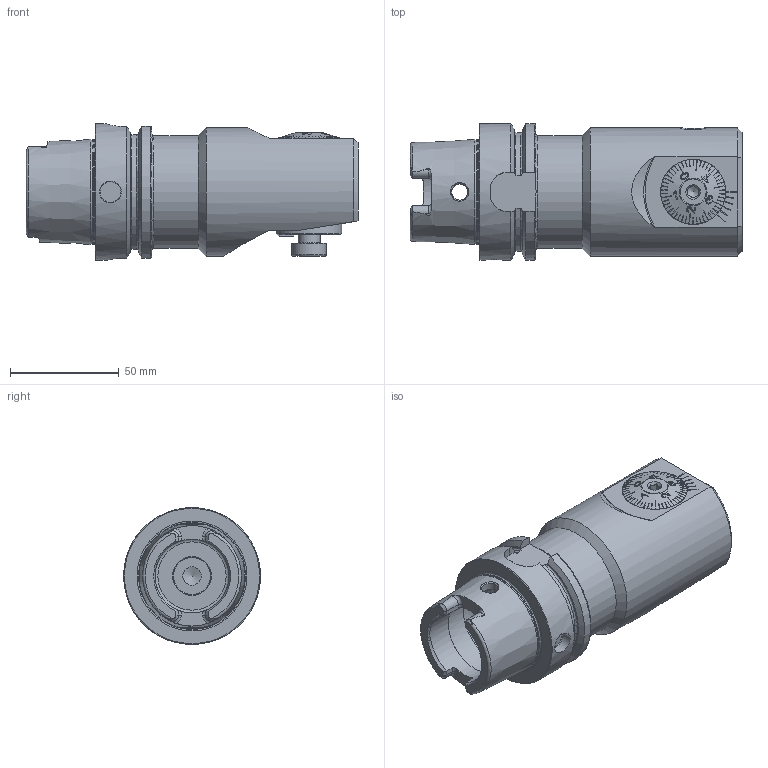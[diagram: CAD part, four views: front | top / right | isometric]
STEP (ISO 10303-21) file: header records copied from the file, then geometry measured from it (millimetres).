
FILE_DESCRIPTION (( 'STEP AP214' ), '1' );
FILE_NAME ('HA6.F55.AA4.125.STEP', '2020-08-12T10:05:10', ( '' ), ( '' ), 'SwSTEP 2.0', 'SolidWorks 2017', '' );
FILE_SCHEMA (( 'AUTOMOTIVE_DESIGN' ));
Length unit declared in the file: millimetre
Products named in the file (15): A55-BG3.011.033_A_gek〉zt; A55-BG2.011.016_D; A55-BG2.013.005_C; F55-BG2.014.015_B_Fertig mit Gewinde; Klebstoff D10; F55-BG1.012.012_A; ISO 4026 - M10 x 10; F55-BG1.DA3.030_A; HA6-F55.AA3.125_A_bohrungen gef〕lt; HA6.F55.AA4.125; A55-BG2.012.006_B; DIN 3771 - 25x1.5; F55-BG1.AA4.030; WCB-ER2.001.009_A; DIN 7984 - M10 x 16
Assembly tree (14 placements, depth 3):
  HA6.F55.AA4.125
    HA6-F55.AA3.125_A_bohrungen gef〕lt
    F55-BG1.AA4.030
      F55-BG1.DA3.030_A
      F55-BG1.012.012_A
      A55-BG2.011.016_D
      F55-BG2.014.015_B_Fertig mit Gewinde
      A55-BG2.013.005_C
      DIN 3771 - 25x1.5
      A55-BG2.012.006_B
    A55-BG3.011.033_A_gek〉zt
    WCB-ER2.001.009_A
    Klebstoff D10
    DIN 7984 - M10 x 16
    ISO 4026 - M10 x 10
Bounding box: 152.9 x 63 x 63 mm (x, y, z)
Volume: 293876.7 mm3; surface area: 62220.7 mm2
Topology: 13 solids, 13 shells, 673 faces, 1793 edges, 1163 vertices
Faces by surface type: plane 344, cone 130, cylinder 109, bspline 45, torus 44, sphere 1
Full cylindrical faces by diameter (mm): 2.5 x3, 3.3 x2, 4 x1, 4.2 x5, 5 x1, 5.25 x1, 7.5 x2, 8 x4, 8.5 x3, 9.95 x1, 10 x5, 11.4 x1, 11.5 x1, 11.6 x1, 11.95 x1, 12 x4, 12.4 x1, 13 x1, 14 x2, 16 x1, 17 x1, 18 x1, 19 x1, 20 x1, 22 x1, 25 x3, 29.9 x1, 29.98 x1, 30 x3, 34 x2
Entity records: 28455 total; most frequent: CARTESIAN_POINT 9700, ORIENTED_EDGE 3204, DIRECTION 2666, EDGE_CURVE 1602, VERTEX_POINT 1113, AXIS2_PLACEMENT_3D 1048, EDGE_LOOP 859, FACE_OUTER_BOUND 764
